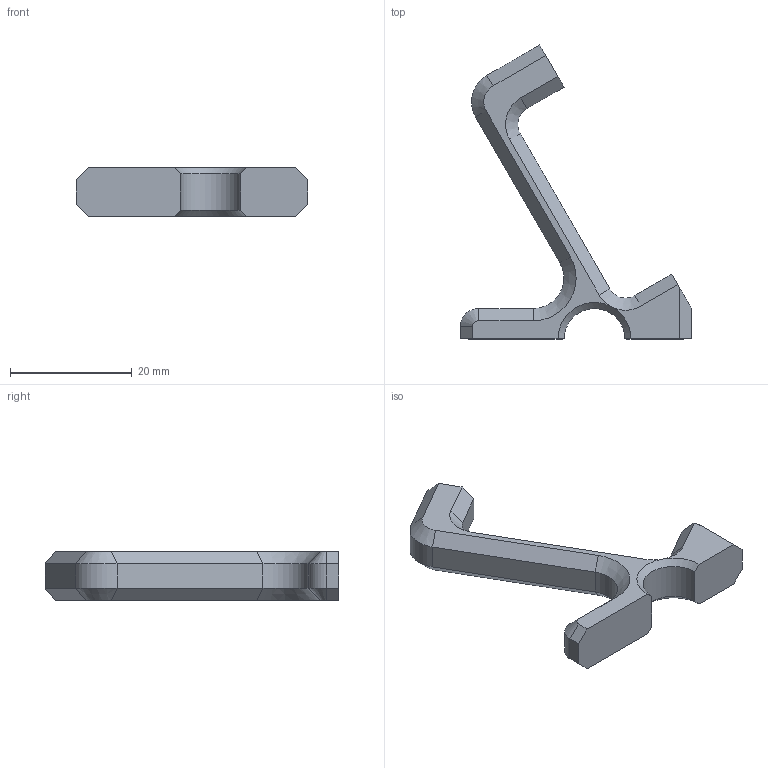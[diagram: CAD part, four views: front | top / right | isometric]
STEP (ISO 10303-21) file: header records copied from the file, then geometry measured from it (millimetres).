
FILE_DESCRIPTION(/* description */ (''),/* implementation_level */ '2;1');
FILE_NAME(/* name */ 'CYD Stand Leg Portrait.step',/* time_stamp */ '2023-07-03T20:32:24+02:00',/* author */ (''),/* organization */ (''),/* preprocessor_version */ 'ST-DEVELOPER v19.2',/* originating_system */ 'Autodesk Translation Framework v12.6.0.85',/* authorisation */ '');
FILE_SCHEMA (('AUTOMOTIVE_DESIGN { 1 0 10303 214 3 1 1 }'));
Length unit declared in the file: millimetre
Products named in the file (1): CYD Stand Leg Portrait
Bounding box: 38 x 48.33 x 8 mm (x, y, z)
Volume: 3209 mm3; surface area: 2368.4 mm2
Topology: 1 solids, 1 shells, 58 faces, 136 edges, 84 vertices
Faces by surface type: plane 36, cone 12, cylinder 10
Full cylindrical faces by diameter (mm): 3.2 x2, 4 x2
Entity records: 1675 total; most frequent: CARTESIAN_POINT 289, DIRECTION 288, ORIENTED_EDGE 272, EDGE_CURVE 136, LINE 98, VECTOR 98, AXIS2_PLACEMENT_3D 95, VERTEX_POINT 84
